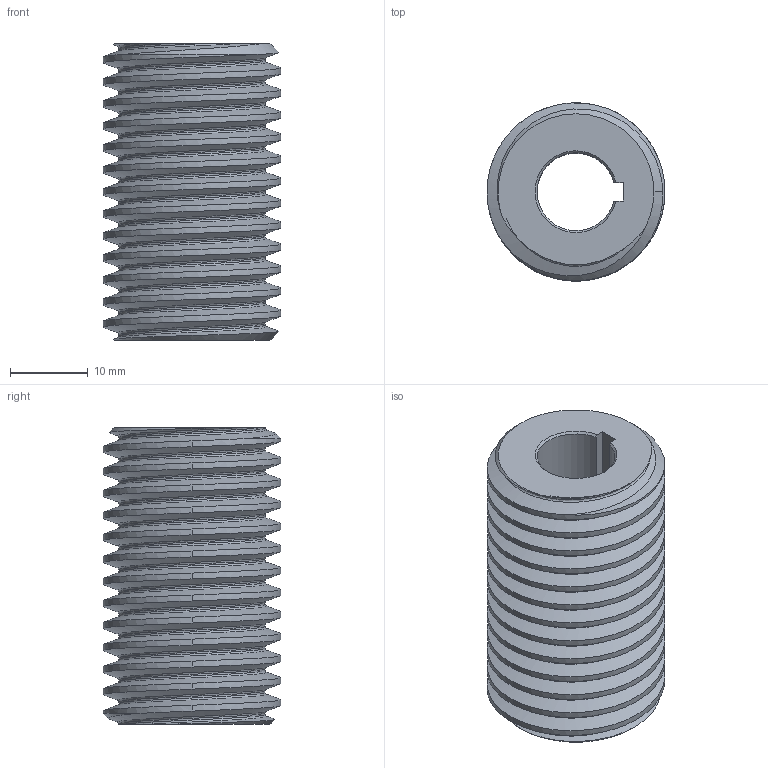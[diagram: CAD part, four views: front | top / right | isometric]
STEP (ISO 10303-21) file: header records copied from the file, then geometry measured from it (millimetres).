
FILE_DESCRIPTION (( 'STEP AP203' ), '1' );
FILE_NAME ('Worm.STEP', '2018-06-01T21:40:37', ( 'default' ), ( '' ), 'SwSTEP 2.0', 'SolidWorks 2017', '' );
FILE_SCHEMA (( 'CONFIG_CONTROL_DESIGN' ));
Length unit declared in the file: millimetre
Products named in the file (1): Worm
Bounding box: 22.83 x 22.8 x 38.1 mm (x, y, z)
Volume: 10042.2 mm3; surface area: 6615 mm2
Topology: 1 solids, 1 shells, 46 faces, 132 edges, 88 vertices
Faces by surface type: cylinder 27, cone 9, plane 5, bspline 5
Entity records: 7688 total; most frequent: CARTESIAN_POINT 6616, ORIENTED_EDGE 264, DIRECTION 152, EDGE_CURVE 132, VERTEX_POINT 88, AXIS2_PLACEMENT_3D 56, EDGE_LOOP 48, ADVANCED_FACE 46
